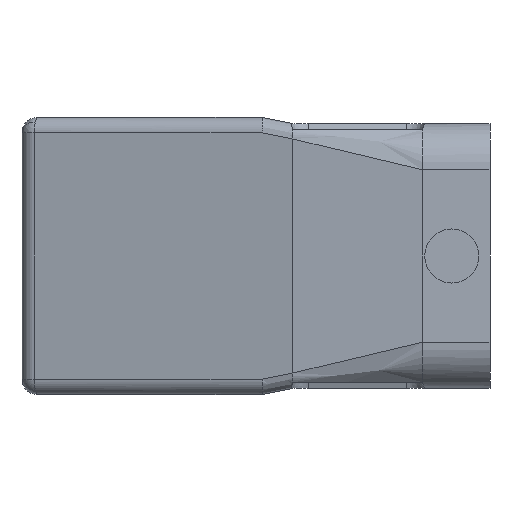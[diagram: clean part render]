
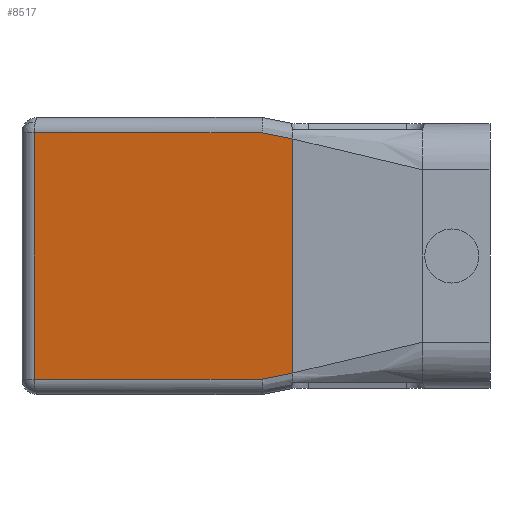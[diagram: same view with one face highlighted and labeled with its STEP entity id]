
A CAD part, left-side view. The second image highlights one B-rep face of the part: STEP entity #8517.
In plain terms, the highlighted planar face has unit normal (-0.982, 0.191, 0).
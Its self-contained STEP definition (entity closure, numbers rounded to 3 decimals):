
#502=DIRECTION('',(0.191,0.982,0.));
#503=VECTOR('',#502,37.669);
#504=CARTESIAN_POINT('',(-57.03,5.,-20.));
#505=LINE('',#504,#503);
#519=CARTESIAN_POINT('',(-57.03,5.,-20.));
#895=DIRECTION('',(-0.187,-0.963,0.193));
#896=VECTOR('',#895,5.191);
#897=CARTESIAN_POINT('',(-57.03,5.,-20.));
#898=LINE('',#897,#896);
#899=DIRECTION('',(0.187,0.963,0.193));
#900=VECTOR('',#899,5.191);
#901=CARTESIAN_POINT('',(-58.002,-0.001,
19.));
#902=LINE('',#901,#900);
#903=DIRECTION('',(0.,0.,1.));
#904=VECTOR('',#903,38.);
#905=CARTESIAN_POINT('',(-58.002,-0.001,
-19.));
#906=LINE('',#905,#904);
#911=DIRECTION('',(0.,0.,1.));
#912=VECTOR('',#911,40.);
#913=CARTESIAN_POINT('',(-49.843,41.977,-20.));
#914=LINE('',#913,#912);
#930=DIRECTION('',(-0.191,-0.982,0.));
#931=VECTOR('',#930,37.669);
#932=CARTESIAN_POINT('',(-49.843,41.977,20.));
#933=LINE('',#932,#931);
#934=CARTESIAN_POINT('',(-57.03,5.,20.));
#974=CARTESIAN_POINT('',(-58.002,-0.001,
19.));
#6090=CARTESIAN_POINT('',(-49.843,41.977,20.));
#6091=VERTEX_POINT('',#6090);
#6896=CARTESIAN_POINT('',(-49.843,41.977,-20.));
#6898=VERTEX_POINT('',#6896);
#6948=VERTEX_POINT('',#934);
#6988=VERTEX_POINT('',#519);
#7010=VERTEX_POINT('',#974);
#7033=CARTESIAN_POINT('',(-58.002,-0.001,
-19.));
#7034=VERTEX_POINT('',#7033);
#8500=CARTESIAN_POINT('',(-49.45,44.,0.));
#8501=DIRECTION('',(-0.982,0.191,0.));
#8502=DIRECTION('',(-0.191,-0.982,0.));
#8503=AXIS2_PLACEMENT_3D('',#8500,#8501,#8502);
#8504=PLANE('',#8503);
#8505=ORIENTED_EDGE('',*,*,#8489,.F.);
#8506=ORIENTED_EDGE('',*,*,#8182,.T.);
#8508=ORIENTED_EDGE('',*,*,#8507,.T.);
#8510=ORIENTED_EDGE('',*,*,#8509,.T.);
#8512=ORIENTED_EDGE('',*,*,#8511,.F.);
#8514=ORIENTED_EDGE('',*,*,#8513,.F.);
#8515=EDGE_LOOP('',(#8505,#8506,#8508,#8510,#8512,#8514));
#8516=FACE_OUTER_BOUND('',#8515,.F.);
#8182=EDGE_CURVE('',#6988,#6898,#505,.T.);
#8489=EDGE_CURVE('',#6988,#7034,#898,.T.);
#8507=EDGE_CURVE('',#6898,#6091,#914,.T.);
#8509=EDGE_CURVE('',#6091,#6948,#933,.T.);
#8511=EDGE_CURVE('',#7010,#6948,#902,.T.);
#8513=EDGE_CURVE('',#7034,#7010,#906,.T.);
#8517=ADVANCED_FACE('',(#8516),#8504,.T.);
